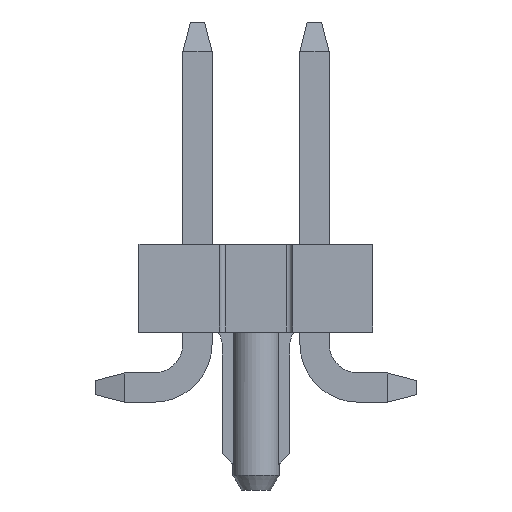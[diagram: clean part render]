
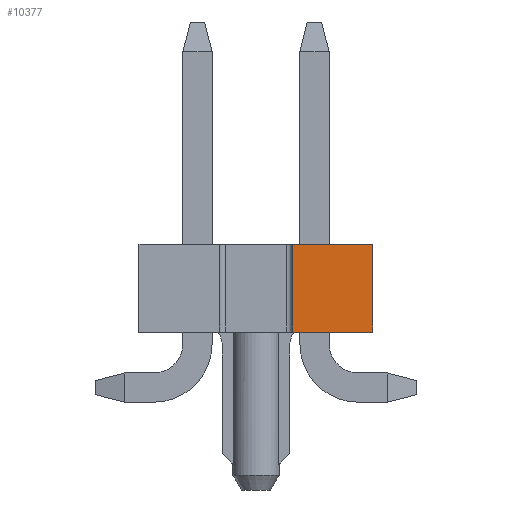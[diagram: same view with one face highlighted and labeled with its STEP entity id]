
A CAD part, left-side view. The second image highlights one B-rep face of the part: STEP entity #10377.
In plain terms, the highlighted planar face has unit normal (-1, 0, 0).
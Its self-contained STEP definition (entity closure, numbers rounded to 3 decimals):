
#467=FACE_OUTER_BOUND($,#1089,.T.);
#1089=EDGE_LOOP($,(#7892,#7893,#7894,#7895));
#1977=LINE($,#15409,#3347);
#2024=LINE($,#15502,#3394);
#2134=LINE($,#15710,#3504);
#2215=LINE($,#15875,#3585);
#3347=VECTOR($,#12406,1.375);
#3394=VECTOR($,#12485,1.5);
#3504=VECTOR($,#12615,1.375);
#3585=VECTOR($,#12806,1.5);
#4589=VERTEX_POINT($,#15406);
#4590=VERTEX_POINT($,#15408);
#4620=VERTEX_POINT($,#15501);
#4708=VERTEX_POINT($,#15709);
#5657=EDGE_CURVE($,#4589,#4590,#1977,.T.);
#5704=EDGE_CURVE($,#4590,#4620,#2024,.T.);
#5816=EDGE_CURVE($,#4708,#4620,#2134,.T.);
#5903=EDGE_CURVE($,#4589,#4708,#2215,.T.);
#7892=ORIENTED_EDGE($,*,*,#5903,.T.);
#7893=ORIENTED_EDGE($,*,*,#5816,.T.);
#7894=ORIENTED_EDGE($,*,*,#5704,.F.);
#7895=ORIENTED_EDGE($,*,*,#5657,.F.);
#9803=PLANE($,#11072);
#10377=ADVANCED_FACE($,(#467),#9803,.T.);
#11072=AXIS2_PLACEMENT_3D($,#15874,#12804,#12805);
#12406=DIRECTION($,(0.,-1.,0.));
#12485=DIRECTION($,(0.,0.,-1.));
#12615=DIRECTION($,(0.,-1.,0.));
#12804=DIRECTION('center_axis',(-1.,0.,0.));
#12805=DIRECTION('ref_axis',(0.,0.,-1.));
#12806=DIRECTION($,(0.,0.,-1.));
#15406=CARTESIAN_POINT('',(-7.95,-0.625,2.7));
#15408=CARTESIAN_POINT('',(-7.95,-2.,2.7));
#15409=CARTESIAN_POINT($,(-7.95,-0.625,2.7));
#15501=CARTESIAN_POINT('',(-7.95,-2.,1.2));
#15502=CARTESIAN_POINT($,(-7.95,-2.,2.7));
#15709=CARTESIAN_POINT('',(-7.95,-0.625,1.2));
#15710=CARTESIAN_POINT($,(-7.95,-0.625,1.2));
#15874=CARTESIAN_POINT('Origin',(-7.95,2.,2.7));
#15875=CARTESIAN_POINT($,(-7.95,-0.625,2.7));
